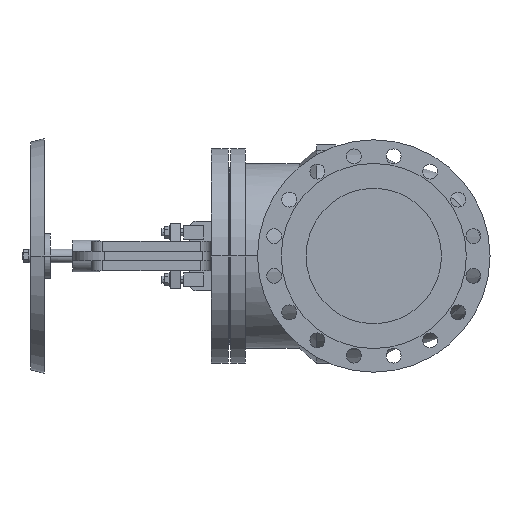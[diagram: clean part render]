
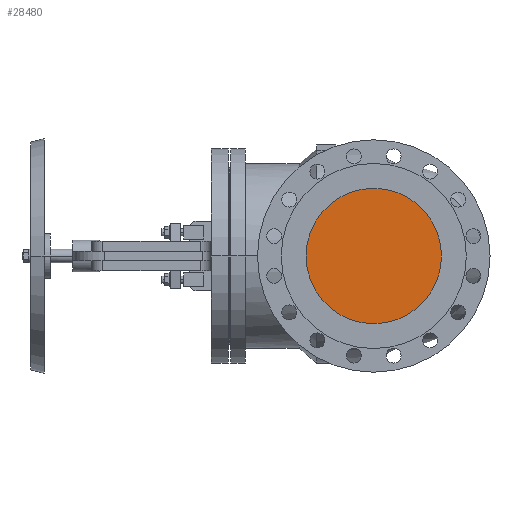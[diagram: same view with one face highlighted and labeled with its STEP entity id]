
A CAD part, left-side view. The second image highlights one B-rep face of the part: STEP entity #28480.
In plain terms, the highlighted planar face has unit normal (-1, 0, 0).
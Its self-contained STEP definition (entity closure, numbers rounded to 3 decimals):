
#19740=CARTESIAN_POINT('',(1.,-150.,0.));
#19750=VERTEX_POINT('',#19740);
#19780=CARTESIAN_POINT('',(1.,0.,0.));
#19790=DIRECTION('',(-1.,0.,0.));
#19800=DIRECTION('',(0.,1.,0.));
#19810=AXIS2_PLACEMENT_3D('',#19780,#19790,#19800);
#19820=CIRCLE('',#19810,150.);
#19830=CARTESIAN_POINT('',(1.,150.,0.));
#19840=VERTEX_POINT('',#19830);
#19850=EDGE_CURVE('',#19750,#19840,#19820,.T.);
#28380=CARTESIAN_POINT('',(1.,75.,0.));
#28390=DIRECTION('',(1.,0.,0.));
#28400=DIRECTION('',(0.,-1.,0.));
#28410=AXIS2_PLACEMENT_3D('',#28380,#28390,#28400);
#28420=PLANE('',#28410);
#28430=ORIENTED_EDGE('',*,*,#19850,.T.);
#28440=EDGE_CURVE('',#19840,#19750,#19820,.T.);
#28450=ORIENTED_EDGE('',*,*,#28440,.T.);
#28460=EDGE_LOOP('',(#28450,#28430));
#28470=FACE_OUTER_BOUND('',#28460,.T.);
#28480=ADVANCED_FACE('',(#28470),#28420,.F.);
